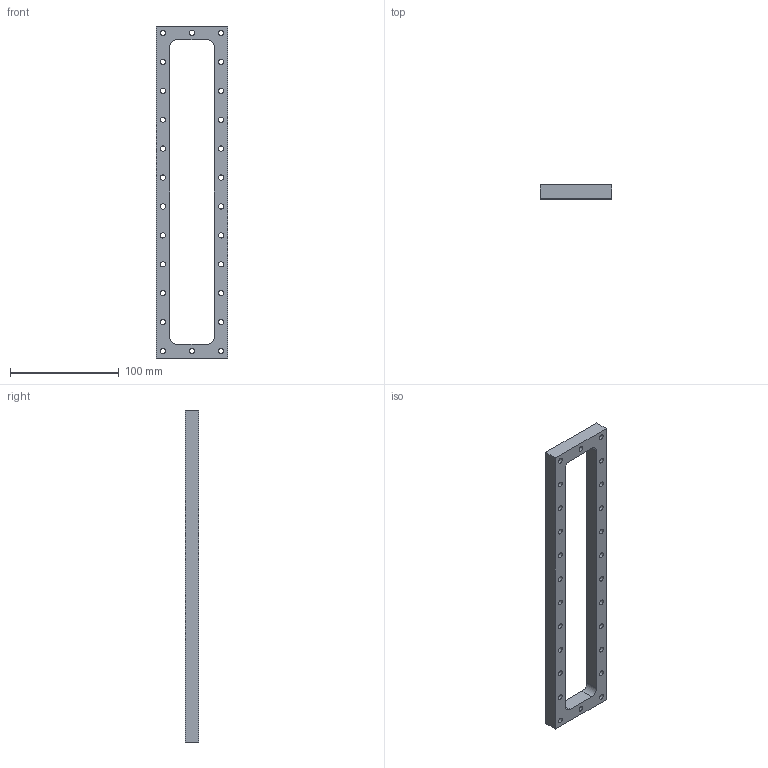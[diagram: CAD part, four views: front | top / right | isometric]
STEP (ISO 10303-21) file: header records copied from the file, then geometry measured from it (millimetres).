
FILE_DESCRIPTION(/* description */ (''),/* implementation_level */ '2;1');
FILE_NAME(/* name */ 'Ed''PVCmiddle.stp',/* time_stamp */ '2020-04-27T17:41:42-04:00',/* author */ ('Ed'),/* organization */ (''),/* preprocessor_version */ 'ST-DEVELOPER v17.2',/* originating_system */ 'Autodesk Inventor 2019',/* authorisation */ '');
FILE_SCHEMA (('AUTOMOTIVE_DESIGN { 1 0 10303 214 3 1 1 }'));
Length unit declared in the file: inch
Products named in the file (1): PVCmiddle
Bounding box: 66.04 x 12.7 x 304.8 mm (x, y, z)
Volume: 105831.6 mm3; surface area: 39082.6 mm2
Topology: 1 solids, 1 shells, 40 faces, 166 edges, 128 vertices
Faces by surface type: cylinder 30, plane 10
Full cylindrical faces by diameter (mm): 4.826 x26
Entity records: 2018 total; most frequent: DIRECTION 360, CARTESIAN_POINT 335, ORIENTED_EDGE 332, EDGE_CURVE 166, AXIS2_PLACEMENT_3D 153, VERTEX_POINT 128, CIRCLE 112, EDGE_LOOP 94
